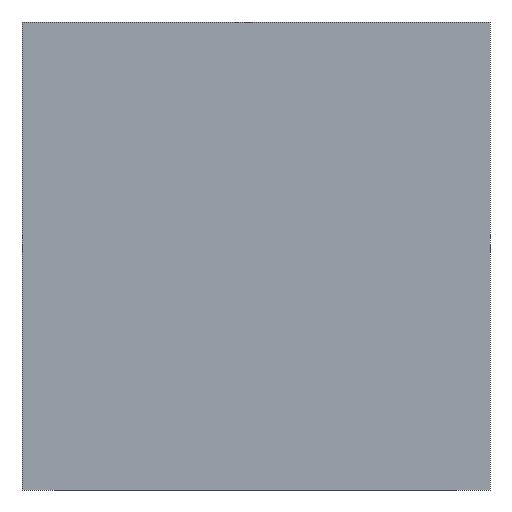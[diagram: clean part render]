
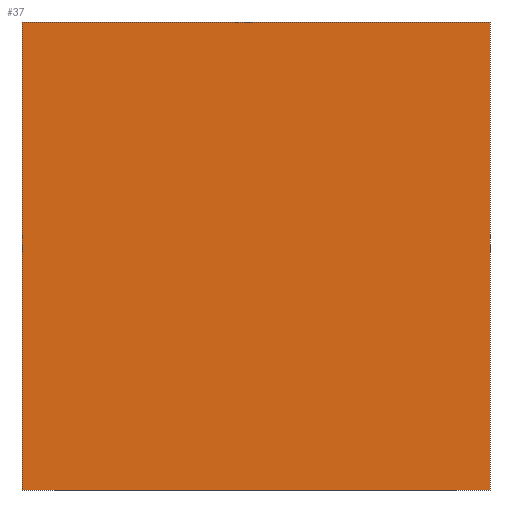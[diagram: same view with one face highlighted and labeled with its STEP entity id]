
A CAD part, front view. The second image highlights one B-rep face of the part: STEP entity #37.
In plain terms, the highlighted planar face has unit normal (0, -1, 0).
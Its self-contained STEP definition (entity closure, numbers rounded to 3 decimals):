
#37=ADVANCED_FACE('',(#67),#425,.T.);
#67=FACE_OUTER_BOUND('',#98,.T.);
#98=EDGE_LOOP('',(#190,#191,#192,#193));
#190=ORIENTED_EDGE('',*,*,#280,.T.);
#191=ORIENTED_EDGE('',*,*,#273,.T.);
#192=ORIENTED_EDGE('',*,*,#281,.F.);
#193=ORIENTED_EDGE('',*,*,#278,.F.);
#273=EDGE_CURVE('',#390,#383,#337,.T.);
#278=EDGE_CURVE('',#393,#385,#342,.T.);
#280=EDGE_CURVE('',#393,#390,#344,.T.);
#281=EDGE_CURVE('',#385,#383,#345,.T.);
#337=B_SPLINE_CURVE_WITH_KNOTS('',1,(#758,#759),.UNSPECIFIED.,.F.,.F.,(2,
2),(0.,70.),.UNSPECIFIED.);
#342=B_SPLINE_CURVE_WITH_KNOTS('',1,(#768,#769),.UNSPECIFIED.,.F.,.F.,(2,
2),(0.,70.),.UNSPECIFIED.);
#344=B_SPLINE_CURVE_WITH_KNOTS('',1,(#772,#773),.UNSPECIFIED.,.F.,.F.,(2,
2),(510.,580.),.UNSPECIFIED.);
#345=B_SPLINE_CURVE_WITH_KNOTS('',1,(#774,#775),.UNSPECIFIED.,.F.,.F.,(2,
2),(510.,580.),.UNSPECIFIED.);
#383=VERTEX_POINT('',#661);
#385=VERTEX_POINT('',#663);
#390=VERTEX_POINT('',#668);
#393=VERTEX_POINT('',#671);
#425=PLANE('',#543);
#543=AXIS2_PLACEMENT_3D('',#641,#576,$);
#576=DIRECTION('',(0.,-1.,0.));
#641=CARTESIAN_POINT('',(3860.035,-1603.572,1671.101));
#661=CARTESIAN_POINT('',(3930.035,-1603.572,1741.101));
#663=CARTESIAN_POINT('',(3860.035,-1603.572,1741.101));
#668=CARTESIAN_POINT('',(3930.035,-1603.572,1671.101));
#671=CARTESIAN_POINT('',(3860.035,-1603.572,1671.101));
#758=CARTESIAN_POINT('',(3930.035,-1603.572,1671.101));
#759=CARTESIAN_POINT('',(3930.035,-1603.572,1741.101));
#768=CARTESIAN_POINT('',(3860.035,-1603.572,1671.101));
#769=CARTESIAN_POINT('',(3860.035,-1603.572,1741.101));
#772=CARTESIAN_POINT('',(3860.035,-1603.572,1671.101));
#773=CARTESIAN_POINT('',(3930.035,-1603.572,1671.101));
#774=CARTESIAN_POINT('',(3860.035,-1603.572,1741.101));
#775=CARTESIAN_POINT('',(3930.035,-1603.572,1741.101));
